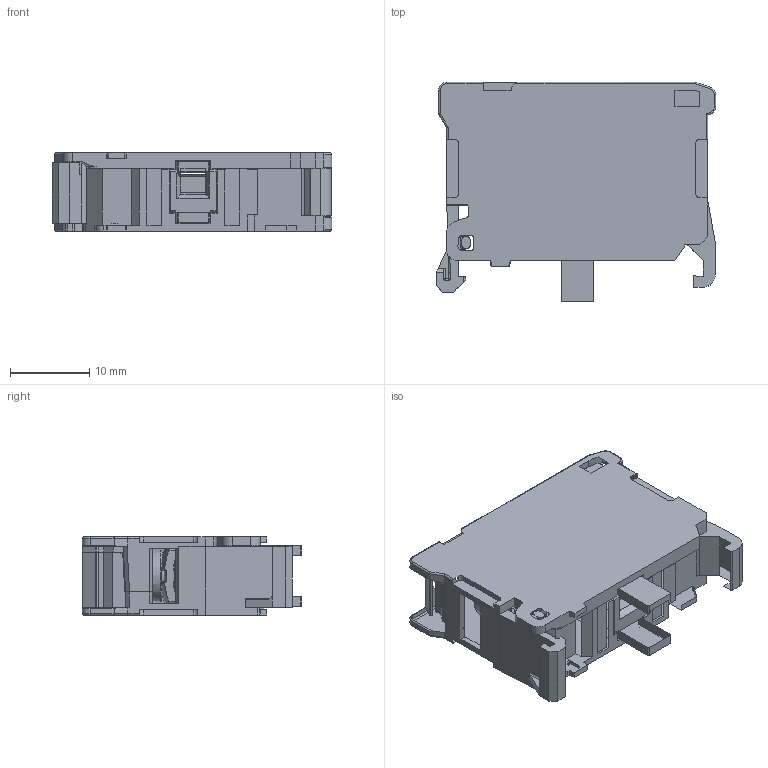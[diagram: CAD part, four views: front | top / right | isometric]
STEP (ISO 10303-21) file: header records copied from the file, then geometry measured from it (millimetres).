
FILE_DESCRIPTION(/* description */ (''),/* implementation_level */ '2;1');
FILE_NAME(/* name */ 'GLX10....stp',/* time_stamp */ '2019-03-11T14:27:15+01:00',/* author */ (''),/* organization */ (''),/* preprocessor_version */ 'ST-DEVELOPER v16',/* originating_system */ 'SIEMENS PLM Software NX 10.0',/* authorisation */ '');
FILE_SCHEMA (('AP203_CONFIGURATION_CONTROLLED_3D_DESIGN_OF_MECHANICAL_PARTS_AND_ASSEMBLIES_MIM_LF { 1 0 10303 403 2 1 2}'));
Length unit declared in the file: millimetre
Products named in the file (1): Rugg044CD80174ei
Bounding box: 35.3 x 27.7 x 9.9 mm (x, y, z)
Surface area: 3889 mm2 (no closed solid volume)
Topology: 0 solids, 43 shells, 386 faces, 1883 edges, 1490 vertices
Faces by surface type: plane 263, cylinder 70, torus 22, cone 20, sphere 8, bspline 3
Full cylindrical faces by diameter (mm): 3.05 x2
Entity records: 19250 total; most frequent: CARTESIAN_POINT 4606, DIRECTION 2888, ORIENTED_EDGE 2590, EDGE_CURVE 1865, VERTEX_POINT 1486, LINE 1420, VECTOR 1420, AXIS2_PLACEMENT_3D 734
